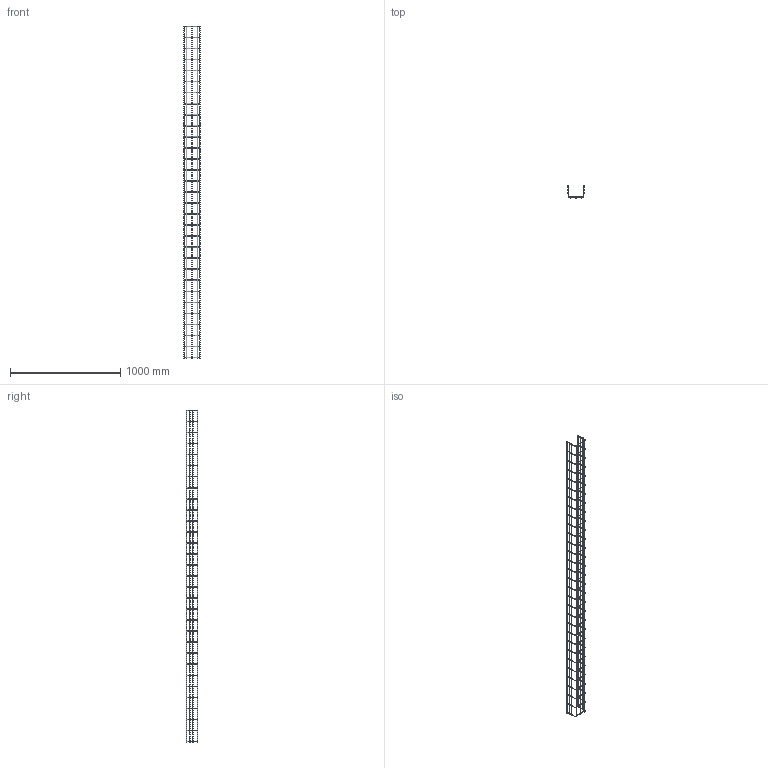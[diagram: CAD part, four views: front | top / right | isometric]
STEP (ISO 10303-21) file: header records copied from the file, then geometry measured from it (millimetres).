
FILE_DESCRIPTION (( 'STEP AP214' ), '1' );
FILE_NAME ('6003623_KSTP1.stp', '2018-08-29T12:41:20', ( '' ), ( '' ), 'SwSTEP 2.0', 'SolidWorks 2016', '' );
FILE_SCHEMA (( 'AUTOMOTIVE_DESIGN' ));
Length unit declared in the file: millimetre
Products named in the file (1): 6003623_KSTP1
Bounding box: 150 x 105 x 3007.9 mm (x, y, z)
Volume: 1012286 mm3; surface area: 680200.8 mm2
Topology: 1 solids, 1 shells, 408 faces, 2162 edges, 1462 vertices
Faces by surface type: cylinder 204, torus 124, plane 80
Entity records: 37644 total; most frequent: CARTESIAN_POINT 21145, ORIENTED_EDGE 4324, DIRECTION 2706, EDGE_CURVE 2162, VERTEX_POINT 1462, AXIS2_PLACEMENT_3D 1065, B_SPLINE_CURVE_WITH_KNOTS 930, CIRCLE 656
